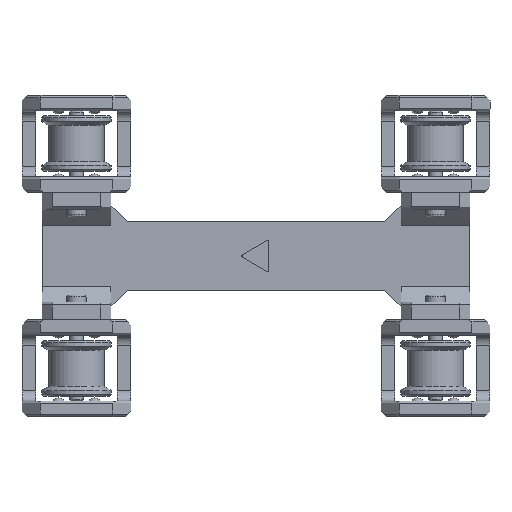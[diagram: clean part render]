
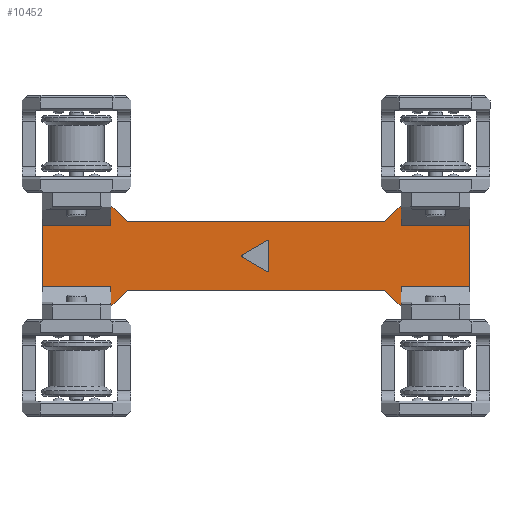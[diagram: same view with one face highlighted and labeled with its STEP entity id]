
A CAD part, top view. The second image highlights one B-rep face of the part: STEP entity #10452.
In plain terms, the highlighted planar face has unit normal (0, 0, 1).
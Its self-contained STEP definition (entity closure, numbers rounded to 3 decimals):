
#238=FACE_BOUND('',#3782,.T.);
#1193=LINE('',#22516,#2085);
#1237=LINE('',#22613,#2129);
#1255=LINE('',#22650,#2147);
#1260=LINE('',#22665,#2152);
#1263=LINE('',#22672,#2155);
#1268=LINE('',#22687,#2160);
#1270=LINE('',#22691,#2162);
#1271=LINE('',#22693,#2163);
#1272=LINE('',#22695,#2164);
#1273=LINE('',#22697,#2165);
#1274=LINE('',#22698,#2166);
#1275=LINE('',#22700,#2167);
#1276=LINE('',#22702,#2168);
#1277=LINE('',#22704,#2169);
#1278=LINE('',#22706,#2170);
#1279=LINE('',#22707,#2171);
#1280=LINE('',#22710,#2172);
#1281=LINE('',#22714,#2173);
#1282=LINE('',#22718,#2174);
#2085=VECTOR('',#13902,10.);
#2129=VECTOR('',#13974,10.);
#2147=VECTOR('',#14010,10.);
#2152=VECTOR('',#14025,10.);
#2155=VECTOR('',#14034,10.);
#2160=VECTOR('',#14049,10.);
#2162=VECTOR('',#14053,10.);
#2163=VECTOR('',#14054,10.);
#2164=VECTOR('',#14055,10.);
#2165=VECTOR('',#14056,10.);
#2166=VECTOR('',#14057,10.);
#2167=VECTOR('',#14058,10.);
#2168=VECTOR('',#14059,10.);
#2169=VECTOR('',#14060,10.);
#2170=VECTOR('',#14061,10.);
#2171=VECTOR('',#14062,10.);
#2172=VECTOR('',#14063,10.);
#2173=VECTOR('',#14066,10.);
#2174=VECTOR('',#14069,10.);
#2543=PLANE('',#11436);
#3126=FACE_OUTER_BOUND('',#3781,.T.);
#3781=EDGE_LOOP('',(#9599,#9600,#9601,#9602,#9603,#9604,#9605,#9606,#9607,
#9608,#9609,#9610,#9611,#9612,#9613,#9614));
#3782=EDGE_LOOP('',(#9615,#9616,#9617,#9618,#9619,#9620));
#4210=CIRCLE('',#11437,0.4);
#4211=CIRCLE('',#11438,0.4);
#4212=CIRCLE('',#11439,0.4);
#5245=VERTEX_POINT('',#22513);
#5246=VERTEX_POINT('',#22515);
#5284=VERTEX_POINT('',#22610);
#5285=VERTEX_POINT('',#22612);
#5295=VERTEX_POINT('',#22649);
#5300=VERTEX_POINT('',#22663);
#5301=VERTEX_POINT('',#22671);
#5306=VERTEX_POINT('',#22685);
#5307=VERTEX_POINT('',#22690);
#5308=VERTEX_POINT('',#22692);
#5309=VERTEX_POINT('',#22694);
#5310=VERTEX_POINT('',#22696);
#5311=VERTEX_POINT('',#22699);
#5312=VERTEX_POINT('',#22701);
#5313=VERTEX_POINT('',#22703);
#5314=VERTEX_POINT('',#22705);
#5315=VERTEX_POINT('',#22708);
#5316=VERTEX_POINT('',#22709);
#5317=VERTEX_POINT('',#22711);
#5318=VERTEX_POINT('',#22713);
#5319=VERTEX_POINT('',#22715);
#5320=VERTEX_POINT('',#22717);
#6676=EDGE_CURVE('',#5246,#5245,#1193,.T.);
#6724=EDGE_CURVE('',#5285,#5284,#1237,.T.);
#6743=EDGE_CURVE('',#5246,#5295,#1255,.F.);
#6751=EDGE_CURVE('',#5300,#5284,#1260,.F.);
#6755=EDGE_CURVE('',#5285,#5301,#1263,.F.);
#6763=EDGE_CURVE('',#5306,#5245,#1268,.F.);
#6765=EDGE_CURVE('',#5306,#5307,#1270,.T.);
#6766=EDGE_CURVE('',#5307,#5308,#1271,.T.);
#6767=EDGE_CURVE('',#5308,#5309,#1272,.T.);
#6768=EDGE_CURVE('',#5309,#5310,#1273,.T.);
#6769=EDGE_CURVE('',#5301,#5310,#1274,.T.);
#6770=EDGE_CURVE('',#5311,#5300,#1275,.T.);
#6771=EDGE_CURVE('',#5311,#5312,#1276,.T.);
#6772=EDGE_CURVE('',#5312,#5313,#1277,.T.);
#6773=EDGE_CURVE('',#5313,#5314,#1278,.T.);
#6774=EDGE_CURVE('',#5295,#5314,#1279,.T.);
#6775=EDGE_CURVE('',#5315,#5316,#1280,.T.);
#6776=EDGE_CURVE('',#5316,#5317,#4210,.T.);
#6777=EDGE_CURVE('',#5317,#5318,#1281,.T.);
#6778=EDGE_CURVE('',#5318,#5319,#4211,.T.);
#6779=EDGE_CURVE('',#5319,#5320,#1282,.T.);
#6780=EDGE_CURVE('',#5320,#5315,#4212,.T.);
#9599=ORIENTED_EDGE('',*,*,#6743,.F.);
#9600=ORIENTED_EDGE('',*,*,#6676,.T.);
#9601=ORIENTED_EDGE('',*,*,#6763,.F.);
#9602=ORIENTED_EDGE('',*,*,#6765,.T.);
#9603=ORIENTED_EDGE('',*,*,#6766,.T.);
#9604=ORIENTED_EDGE('',*,*,#6767,.T.);
#9605=ORIENTED_EDGE('',*,*,#6768,.T.);
#9606=ORIENTED_EDGE('',*,*,#6769,.F.);
#9607=ORIENTED_EDGE('',*,*,#6755,.F.);
#9608=ORIENTED_EDGE('',*,*,#6724,.T.);
#9609=ORIENTED_EDGE('',*,*,#6751,.F.);
#9610=ORIENTED_EDGE('',*,*,#6770,.F.);
#9611=ORIENTED_EDGE('',*,*,#6771,.T.);
#9612=ORIENTED_EDGE('',*,*,#6772,.T.);
#9613=ORIENTED_EDGE('',*,*,#6773,.T.);
#9614=ORIENTED_EDGE('',*,*,#6774,.F.);
#9615=ORIENTED_EDGE('',*,*,#6775,.T.);
#9616=ORIENTED_EDGE('',*,*,#6776,.T.);
#9617=ORIENTED_EDGE('',*,*,#6777,.T.);
#9618=ORIENTED_EDGE('',*,*,#6778,.T.);
#9619=ORIENTED_EDGE('',*,*,#6779,.T.);
#9620=ORIENTED_EDGE('',*,*,#6780,.T.);
#10452=ADVANCED_FACE('',(#3126,#238),#2543,.T.);
#11436=AXIS2_PLACEMENT_3D('',#22689,#14051,#14052);
#11437=AXIS2_PLACEMENT_3D('',#22712,#14064,#14065);
#11438=AXIS2_PLACEMENT_3D('',#22716,#14067,#14068);
#11439=AXIS2_PLACEMENT_3D('',#22719,#14070,#14071);
#13902=DIRECTION('',(0.,-1.,0.));
#13974=DIRECTION('',(0.,1.,0.));
#14010=DIRECTION('',(-1.,0.,0.));
#14025=DIRECTION('',(-1.,0.,0.));
#14034=DIRECTION('',(1.,0.,0.));
#14049=DIRECTION('',(1.,0.,0.));
#14051=DIRECTION('center_axis',(0.,0.,1.));
#14052=DIRECTION('ref_axis',(1.,0.,0.));
#14053=DIRECTION('',(0.,-1.,0.));
#14054=DIRECTION('',(0.707,0.707,0.));
#14055=DIRECTION('',(1.,0.,0.));
#14056=DIRECTION('',(0.707,-0.707,0.));
#14057=DIRECTION('',(0.,-1.,0.));
#14058=DIRECTION('',(0.,-1.,0.));
#14059=DIRECTION('',(-0.707,-0.707,0.));
#14060=DIRECTION('',(-1.,0.,0.));
#14061=DIRECTION('',(-0.707,0.707,0.));
#14062=DIRECTION('',(0.,1.,0.));
#14063=DIRECTION('',(-0.866,0.5,0.));
#14064=DIRECTION('center_axis',(0.,0.,-1.));
#14065=DIRECTION('ref_axis',(-0.5,0.866,0.));
#14066=DIRECTION('',(0.866,0.5,0.));
#14067=DIRECTION('center_axis',(0.,0.,-1.));
#14068=DIRECTION('ref_axis',(1.,0.,0.));
#14069=DIRECTION('',(0.,-1.,0.));
#14070=DIRECTION('center_axis',(0.,0.,-1.));
#14071=DIRECTION('ref_axis',(-0.5,-0.866,0.));
#22513=CARTESIAN_POINT('',(-113.25,30.376,-6.253));
#22515=CARTESIAN_POINT('',(-113.25,48.142,-6.253));
#22516=CARTESIAN_POINT('',(-113.25,45.412,-6.253));
#22610=CARTESIAN_POINT('',(9.909,48.142,-6.253));
#22612=CARTESIAN_POINT('',(9.909,30.376,-6.253));
#22613=CARTESIAN_POINT('',(9.909,45.412,-6.253));
#22649=CARTESIAN_POINT('',(-93.432,48.142,-6.253));
#22650=CARTESIAN_POINT('',(-12.917,48.142,-6.253));
#22663=CARTESIAN_POINT('',(-9.909,48.142,-6.253));
#22665=CARTESIAN_POINT('',(-12.917,48.142,-6.253));
#22671=CARTESIAN_POINT('',(-9.909,30.376,-6.253));
#22672=CARTESIAN_POINT('',(-12.917,30.376,-6.253));
#22685=CARTESIAN_POINT('',(-93.432,30.376,-6.253));
#22687=CARTESIAN_POINT('',(-12.917,30.376,-6.253));
#22689=CARTESIAN_POINT('Origin',(0.,33.105,
-6.253));
#22690=CARTESIAN_POINT('',(-93.432,24.626,-6.253));
#22691=CARTESIAN_POINT('',(-93.432,43.499,-6.253));
#22692=CARTESIAN_POINT('',(-88.66,29.398,-6.253));
#22693=CARTESIAN_POINT('',(-66.761,51.297,-6.253));
#22694=CARTESIAN_POINT('',(-14.68,29.398,-6.253));
#22695=CARTESIAN_POINT('',(-87.946,29.398,-6.253));
#22696=CARTESIAN_POINT('',(-9.909,24.626,-6.253));
#22697=CARTESIAN_POINT('',(-10.744,25.462,-6.253));
#22698=CARTESIAN_POINT('',(-9.909,27.029,-6.253));
#22699=CARTESIAN_POINT('',(-9.909,53.892,-6.253));
#22700=CARTESIAN_POINT('',(-9.909,27.029,-6.253));
#22701=CARTESIAN_POINT('',(-14.68,49.12,-6.253));
#22702=CARTESIAN_POINT('',(-13.821,49.98,-6.253));
#22703=CARTESIAN_POINT('',(-88.66,49.12,-6.253));
#22704=CARTESIAN_POINT('',(-72.551,49.12,-6.253));
#22705=CARTESIAN_POINT('',(-93.432,53.892,-6.253));
#22706=CARTESIAN_POINT('',(-63.684,24.144,-6.253));
#22707=CARTESIAN_POINT('',(-93.432,27.029,-6.253));
#22708=CARTESIAN_POINT('',(-48.559,34.867,-6.253));
#22709=CARTESIAN_POINT('',(-55.567,38.913,-6.253));
#22710=CARTESIAN_POINT('',(-29.968,24.133,-6.253));
#22711=CARTESIAN_POINT('',(-55.567,39.605,-6.253));
#22712=CARTESIAN_POINT('Origin',(-55.367,39.259,-6.253));
#22713=CARTESIAN_POINT('',(-48.559,43.651,-6.253));
#22714=CARTESIAN_POINT('',(-36.136,50.823,-6.253));
#22715=CARTESIAN_POINT('',(-47.959,43.305,-6.253));
#22716=CARTESIAN_POINT('Origin',(-48.359,43.305,-6.253));
#22717=CARTESIAN_POINT('',(-47.959,35.213,-6.253));
#22718=CARTESIAN_POINT('',(-47.959,38.205,-6.253));
#22719=CARTESIAN_POINT('Origin',(-48.359,35.213,-6.253));
